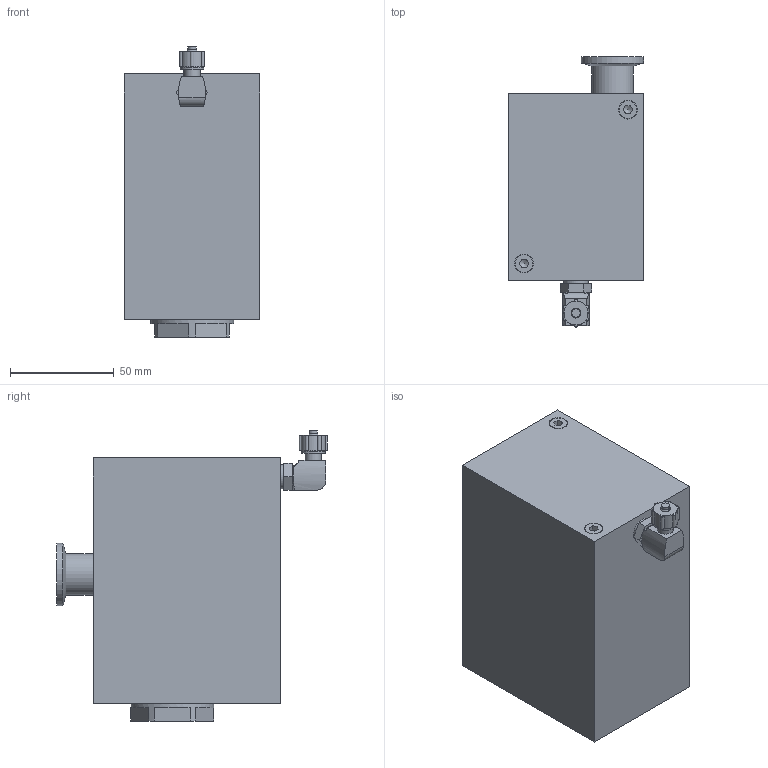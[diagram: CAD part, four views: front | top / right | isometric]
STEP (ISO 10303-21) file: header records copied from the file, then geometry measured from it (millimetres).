
FILE_DESCRIPTION((''),'2;1');
FILE_NAME('PK940108.stp','2010-05-27T14:10:09',('WANGORSCH-V'),(''),'Autodesk Inventor 2009','Autodesk Inventor 2009','');
FILE_SCHEMA(('CONFIG_CONTROL_DESIGN'));
Length unit declared in the file: millimetre
Products named in the file (1): PK940108
Bounding box: 65 x 130.09 x 139.5 mm (x, y, z)
Volume: 709730.6 mm3; surface area: 54202.6 mm2
Topology: 1 solids, 3 shells, 99 faces, 279 edges, 198 vertices
Faces by surface type: plane 54, cylinder 30, cone 11, bspline 4
Full cylindrical faces by diameter (mm): 4 x1, 4.134 x2, 7.8 x1, 8.5 x2, 11.44 x1, 11.7 x1, 17.2 x1, 20 x1, 24 x1, 30 x1, 40 x1
Entity records: 3492 total; most frequent: CARTESIAN_POINT 1018, ORIENTED_EDGE 484, DIRECTION 422, EDGE_CURVE 242, VERTEX_POINT 186, AXIS2_PLACEMENT_3D 158, EDGE_LOOP 136, VECTOR 106
